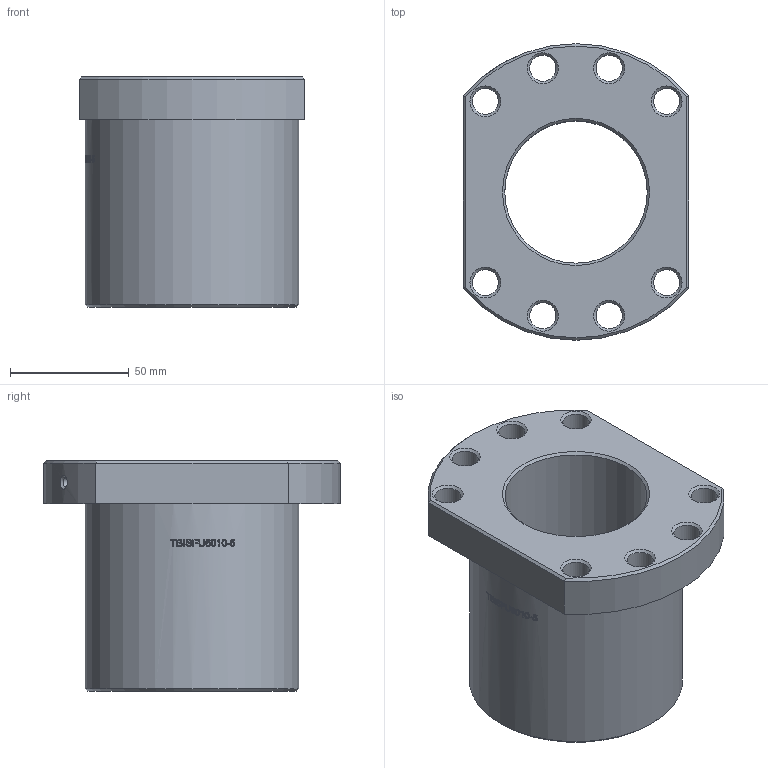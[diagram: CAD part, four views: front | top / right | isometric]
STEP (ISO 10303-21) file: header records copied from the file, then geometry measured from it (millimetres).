
FILE_DESCRIPTION(/* description */ (''),/* implementation_level */ '2;1');
FILE_NAME(/* name */ 'SFU6310-5.stp',/* time_stamp */ '2020-03-06T13:07:21+08:00',/* author */ (''),/* organization */ (''),/* preprocessor_version */ 'ST-DEVELOPER v16',/* originating_system */ 'SIEMENS PLM Software NX 10.0',/* authorisation */ '');
FILE_SCHEMA (('AUTOMOTIVE_DESIGN { 1 0 10303 214 3 1 1 1 }'));
Length unit declared in the file: millimetre
Products named in the file (1): DELL2854BF2Br0kh
Bounding box: 95 x 125 x 97 mm (x, y, z)
Volume: 404501.2 mm3; surface area: 65908.3 mm2
Topology: 1 solids, 1 shells, 193 faces, 504 edges, 332 vertices
Faces by surface type: extrusion 90, plane 68, cylinder 19, cone 15, bspline 1
Full cylindrical faces by diameter (mm): 4 x1, 6.8 x1, 11 x8, 60 x1, 90 x1
Entity records: 7548 total; most frequent: CARTESIAN_POINT 3280, ORIENTED_EDGE 942, DIRECTION 602, EDGE_CURVE 471, VERTEX_POINT 326, B_SPLINE_CURVE_WITH_KNOTS 324, VECTOR 258, EDGE_LOOP 256
